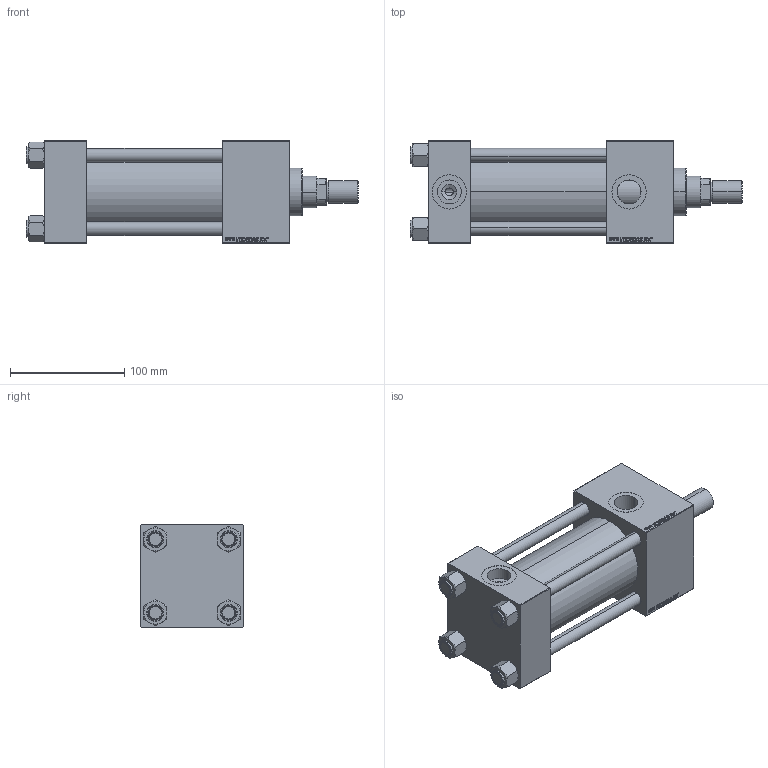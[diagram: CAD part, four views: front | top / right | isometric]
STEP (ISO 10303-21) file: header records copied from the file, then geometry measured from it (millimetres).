
FILE_DESCRIPTION (( 'STEP AP203' ), '1' );
FILE_NAME ('580f.STEP', '2022-04-15T16:08:31', ( '' ), ( '' ), 'SwSTEP 2.0', 'SolidWorks 2019', '' );
FILE_SCHEMA (( 'CONFIG_CONTROL_DESIGN' ));
Length unit declared in the file: millimetre
Products named in the file (7): V215CR_VCP_C 9a9429f0c68bb99c6cb9921178b142dd; V215CR_C_TYCINKA 9a9429f0c68bb99c6cb9921178b142dd; NUT_M5_C 9a9429f0c68bb99c6cb9921178b142dd; V215_VC_A 9a9429f0c68bb99c6cb9921178b142dd; V215CR_C_Body 9a9429f0c68bb99c6cb9921178b142dd; ROD_END_AH 9a9429f0c68bb99c6cb9921178b142dd; 580f
Assembly tree (12 placements, depth 2):
  580f
    V215CR_C_Body 9a9429f0c68bb99c6cb9921178b142dd
    V215CR_VCP_C 9a9429f0c68bb99c6cb9921178b142dd
    NUT_M5_C 9a9429f0c68bb99c6cb9921178b142dd  x4
    V215CR_C_TYCINKA 9a9429f0c68bb99c6cb9921178b142dd  x4
    V215_VC_A 9a9429f0c68bb99c6cb9921178b142dd
    ROD_END_AH 9a9429f0c68bb99c6cb9921178b142dd
Bounding box: 291 x 90 x 90 mm (x, y, z)
Volume: 1056899.7 mm3; surface area: 220847.5 mm2
Topology: 12 solids, 12 shells, 1168 faces, 2915 edges, 1891 vertices
Faces by surface type: plane 532, bspline 392, cone 140, cylinder 94, torus 10
Entity records: 50856 total; most frequent: CARTESIAN_POINT 27206, ORIENTED_EDGE 5322, DIRECTION 3407, EDGE_CURVE 2661, VERTEX_POINT 1747, VECTOR 1603, LINE 1603, EDGE_LOOP 1180
